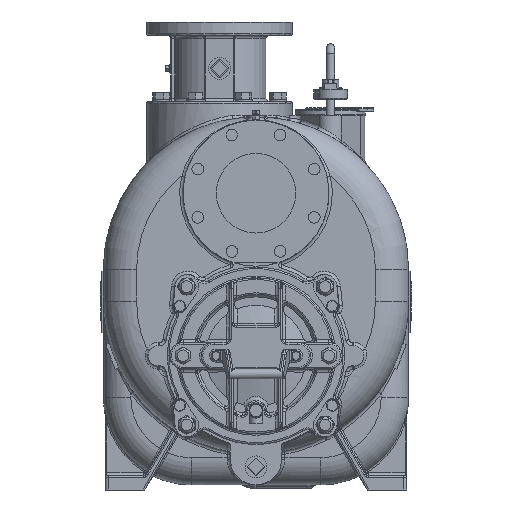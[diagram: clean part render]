
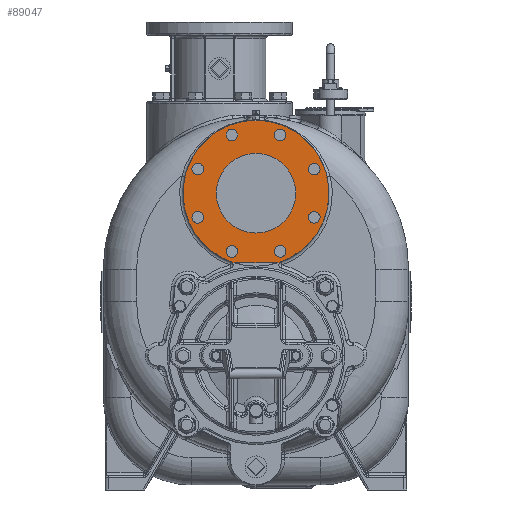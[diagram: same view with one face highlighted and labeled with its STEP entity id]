
A CAD part, front view. The second image highlights one B-rep face of the part: STEP entity #89047.
In plain terms, the highlighted planar face has unit normal (0, -1, 0).
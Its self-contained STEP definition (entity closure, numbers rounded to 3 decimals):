
#6022=CIRCLE('',#95042,11.113);
#6023=CIRCLE('',#95044,11.113);
#6024=CIRCLE('',#95046,11.113);
#6025=CIRCLE('',#95048,11.113);
#6026=CIRCLE('',#95050,11.113);
#6027=CIRCLE('',#95052,11.113);
#6028=CIRCLE('',#95054,11.113);
#6029=CIRCLE('',#95056,11.113);
#6266=CIRCLE('',#95508,139.7);
#6268=CIRCLE('',#95513,76.2);
#6269=CIRCLE('',#95514,3.175);
#6270=CIRCLE('',#95515,3.175);
#22171=ORIENTED_EDGE('',*,*,#32245,.F.);
#22172=ORIENTED_EDGE('',*,*,#32246,.F.);
#22173=ORIENTED_EDGE('',*,*,#32247,.F.);
#22174=ORIENTED_EDGE('',*,*,#32248,.F.);
#22175=ORIENTED_EDGE('',*,*,#32249,.F.);
#22176=ORIENTED_EDGE('',*,*,#32250,.F.);
#22177=ORIENTED_EDGE('',*,*,#32251,.F.);
#22178=ORIENTED_EDGE('',*,*,#32252,.F.);
#22179=ORIENTED_EDGE('',*,*,#32699,.F.);
#22180=ORIENTED_EDGE('',*,*,#32698,.T.);
#22181=ORIENTED_EDGE('',*,*,#32700,.T.);
#22182=ORIENTED_EDGE('',*,*,#32694,.T.);
#22183=ORIENTED_EDGE('',*,*,#32701,.T.);
#32245=EDGE_CURVE('',#38541,#38541,#6022,.T.);
#32246=EDGE_CURVE('',#38542,#38542,#6023,.T.);
#32247=EDGE_CURVE('',#38543,#38543,#6024,.T.);
#32248=EDGE_CURVE('',#38544,#38544,#6025,.T.);
#32249=EDGE_CURVE('',#38545,#38545,#6026,.T.);
#32250=EDGE_CURVE('',#38546,#38546,#6027,.T.);
#32251=EDGE_CURVE('',#38547,#38547,#6028,.T.);
#32252=EDGE_CURVE('',#38548,#38548,#6029,.T.);
#32694=EDGE_CURVE('',#38779,#38780,#6266,.T.);
#32698=EDGE_CURVE('',#38781,#38782,#43418,.T.);
#32699=EDGE_CURVE('',#38783,#38783,#6268,.T.);
#32700=EDGE_CURVE('',#38782,#38779,#6269,.F.);
#32701=EDGE_CURVE('',#38780,#38781,#6270,.F.);
#38541=VERTEX_POINT('',#145000);
#38542=VERTEX_POINT('',#145003);
#38543=VERTEX_POINT('',#145006);
#38544=VERTEX_POINT('',#145009);
#38545=VERTEX_POINT('',#145012);
#38546=VERTEX_POINT('',#145015);
#38547=VERTEX_POINT('',#145018);
#38548=VERTEX_POINT('',#145021);
#38779=VERTEX_POINT('',#146653);
#38780=VERTEX_POINT('',#146655);
#38781=VERTEX_POINT('',#146661);
#38782=VERTEX_POINT('',#146663);
#38783=VERTEX_POINT('',#146667);
#43418=LINE('',#146664,#47798);
#47798=VECTOR('',#112230,1000.);
#51928=EDGE_LOOP('',(#22171));
#51929=EDGE_LOOP('',(#22172));
#51930=EDGE_LOOP('',(#22173));
#51931=EDGE_LOOP('',(#22174));
#51932=EDGE_LOOP('',(#22175));
#51933=EDGE_LOOP('',(#22176));
#51934=EDGE_LOOP('',(#22177));
#51935=EDGE_LOOP('',(#22178));
#51936=EDGE_LOOP('',(#22179));
#51937=EDGE_LOOP('',(#22180,#22181,#22182,#22183));
#56258=FACE_BOUND('',#51928,.T.);
#56259=FACE_BOUND('',#51929,.T.);
#56260=FACE_BOUND('',#51930,.T.);
#56261=FACE_BOUND('',#51931,.T.);
#56262=FACE_BOUND('',#51932,.T.);
#56263=FACE_BOUND('',#51933,.T.);
#56264=FACE_BOUND('',#51934,.T.);
#56265=FACE_BOUND('',#51935,.T.);
#56266=FACE_BOUND('',#51936,.T.);
#56267=FACE_BOUND('',#51937,.T.);
#58461=PLANE('',#95512);
#89047=ADVANCED_FACE('',(#56258,#56259,#56260,#56261,#56262,#56263,#56264,
#56265,#56266,#56267),#58461,.F.);
#95042=AXIS2_PLACEMENT_3D('',#144999,#111163,#111164);
#95044=AXIS2_PLACEMENT_3D('',#145002,#111167,#111168);
#95046=AXIS2_PLACEMENT_3D('',#145005,#111171,#111172);
#95048=AXIS2_PLACEMENT_3D('',#145008,#111175,#111176);
#95050=AXIS2_PLACEMENT_3D('',#145011,#111179,#111180);
#95052=AXIS2_PLACEMENT_3D('',#145014,#111183,#111184);
#95054=AXIS2_PLACEMENT_3D('',#145017,#111187,#111188);
#95056=AXIS2_PLACEMENT_3D('',#145020,#111191,#111192);
#95508=AXIS2_PLACEMENT_3D('',#146656,#112220,#112221);
#95512=AXIS2_PLACEMENT_3D('',#146665,#112231,#112232);
#95513=AXIS2_PLACEMENT_3D('',#146666,#112233,#112234);
#95514=AXIS2_PLACEMENT_3D('',#146668,#112235,#112236);
#95515=AXIS2_PLACEMENT_3D('',#146669,#112237,#112238);
#111163=DIRECTION('',(0.,-1.,0.));
#111164=DIRECTION('',(0.707,0.,-0.707));
#111167=DIRECTION('',(0.,-1.,0.));
#111168=DIRECTION('',(0.,0.,-1.));
#111171=DIRECTION('',(0.,-1.,0.));
#111172=DIRECTION('',(-0.707,0.,-0.707));
#111175=DIRECTION('',(0.,-1.,0.));
#111176=DIRECTION('',(-1.,0.,0.));
#111179=DIRECTION('',(0.,-1.,0.));
#111180=DIRECTION('',(-0.707,0.,0.707));
#111183=DIRECTION('',(0.,-1.,0.));
#111184=DIRECTION('',(0.,0.,1.));
#111187=DIRECTION('',(0.,-1.,0.));
#111188=DIRECTION('',(0.707,0.,0.707));
#111191=DIRECTION('',(0.,-1.,0.));
#111192=DIRECTION('',(1.,0.,0.));
#112220=DIRECTION('',(0.,-1.,0.));
#112221=DIRECTION('',(1.,0.,0.));
#112230=DIRECTION('',(1.,0.,0.));
#112231=DIRECTION('',(0.,1.,0.));
#112232=DIRECTION('',(-1.,0.,0.));
#112233=DIRECTION('',(0.,-1.,0.));
#112234=DIRECTION('',(1.,0.,0.));
#112235=DIRECTION('',(0.,1.,0.));
#112236=DIRECTION('',(-1.,0.,0.));
#112237=DIRECTION('',(0.,1.,0.));
#112238=DIRECTION('',(-1.,0.,0.));
#144999=CARTESIAN_POINT('',(111.466,-405.79,264.979));
#145000=CARTESIAN_POINT('',(119.324,-405.79,257.122));
#145002=CARTESIAN_POINT('',(46.171,-405.79,199.684));
#145003=CARTESIAN_POINT('',(46.171,-405.79,188.571));
#145005=CARTESIAN_POINT('',(-46.171,-405.79,199.684));
#145006=CARTESIAN_POINT('',(-54.028,-405.79,191.826));
#145008=CARTESIAN_POINT('',(-111.466,-405.79,264.979));
#145009=CARTESIAN_POINT('',(-122.579,-405.79,264.979));
#145011=CARTESIAN_POINT('',(-111.466,-405.79,357.321));
#145012=CARTESIAN_POINT('',(-119.324,-405.79,365.178));
#145014=CARTESIAN_POINT('',(-46.171,-405.79,422.616));
#145015=CARTESIAN_POINT('',(-46.171,-405.79,433.729));
#145017=CARTESIAN_POINT('',(46.171,-405.79,422.616));
#145018=CARTESIAN_POINT('',(54.028,-405.79,430.474));
#145020=CARTESIAN_POINT('',(111.466,-405.79,357.321));
#145021=CARTESIAN_POINT('',(122.579,-405.79,357.321));
#146653=CARTESIAN_POINT('',(42.11,-405.79,177.948));
#146655=CARTESIAN_POINT('',(-42.11,-405.79,177.948));
#146656=CARTESIAN_POINT('',(0.,-405.79,311.15));
#146661=CARTESIAN_POINT('',(-41.153,-405.79,177.8));
#146663=CARTESIAN_POINT('',(41.153,-405.79,177.8));
#146664=CARTESIAN_POINT('',(0.,-405.79,177.8));
#146665=CARTESIAN_POINT('',(0.,-405.79,450.85));
#146666=CARTESIAN_POINT('',(0.,-405.79,311.15));
#146667=CARTESIAN_POINT('',(76.2,-405.79,311.15));
#146668=CARTESIAN_POINT('',(41.153,-405.79,180.975));
#146669=CARTESIAN_POINT('',(-41.153,-405.79,180.975));
